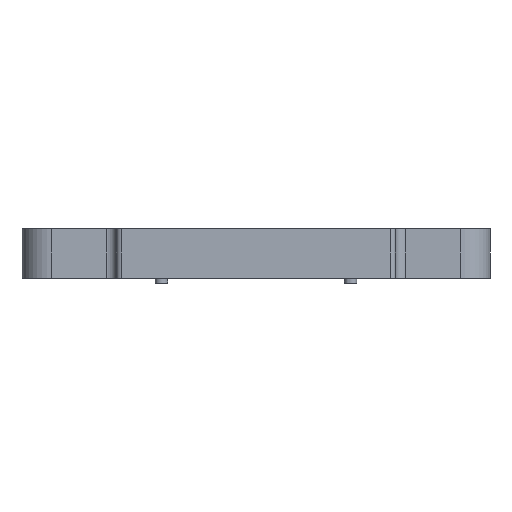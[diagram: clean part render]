
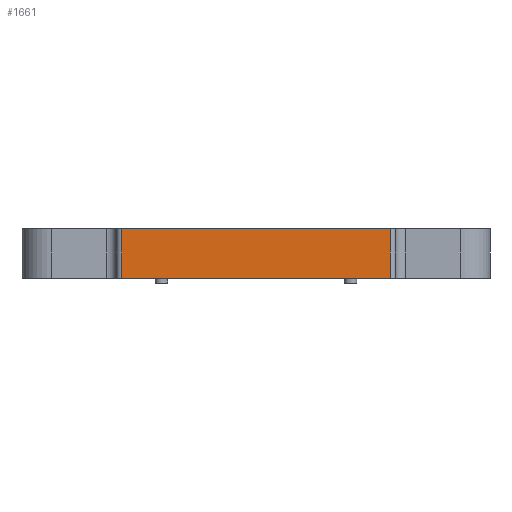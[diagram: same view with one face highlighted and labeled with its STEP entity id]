
A CAD part, front view. The second image highlights one B-rep face of the part: STEP entity #1661.
In plain terms, the highlighted planar face has unit normal (0, -1, 0).
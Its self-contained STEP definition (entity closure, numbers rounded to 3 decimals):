
#43 = VECTOR ( 'NONE', #667, 1000. ) ;
#194 = AXIS2_PLACEMENT_3D ( 'NONE', #683, #642, #454 ) ;
#205 = CARTESIAN_POINT ( 'NONE',  ( 27., -18., -5. ) ) ;
#335 = LINE ( 'NONE', #669, #1871 ) ;
#454 = DIRECTION ( 'NONE',  ( -1., 0., 0. ) ) ;
#535 = CARTESIAN_POINT ( 'NONE',  ( 27., -18., 5. ) ) ;
#593 = VECTOR ( 'NONE', #1585, 1000. ) ;
#623 = ORIENTED_EDGE ( 'NONE', *, *, #1888, .F. ) ;
#642 = DIRECTION ( 'NONE',  ( 0., 1., 0. ) ) ;
#644 = VERTEX_POINT ( 'NONE', #1253 ) ;
#667 = DIRECTION ( 'NONE',  ( 0., 0., -1. ) ) ;
#669 = CARTESIAN_POINT ( 'NONE',  ( 27., -18., 5. ) ) ;
#683 = CARTESIAN_POINT ( 'NONE',  ( 27., -18., 5. ) ) ;
#751 = VECTOR ( 'NONE', #2018, 1000. ) ;
#827 = EDGE_CURVE ( 'NONE', #644, #1364, #1021, .T. ) ;
#876 = ORIENTED_EDGE ( 'NONE', *, *, #1560, .T. ) ;
#1007 = ORIENTED_EDGE ( 'NONE', *, *, #1564, .F. ) ;
#1015 = FACE_OUTER_BOUND ( 'NONE', #1886, .T. ) ;
#1016 = CARTESIAN_POINT ( 'NONE',  ( 27., -18., -5. ) ) ;
#1021 = LINE ( 'NONE', #1889, #593 ) ;
#1054 = VERTEX_POINT ( 'NONE', #205 ) ;
#1111 = VERTEX_POINT ( 'NONE', #1555 ) ;
#1158 = LINE ( 'NONE', #1016, #751 ) ;
#1253 = CARTESIAN_POINT ( 'NONE',  ( -27., -18., 5. ) ) ;
#1337 = LINE ( 'NONE', #535, #43 ) ;
#1364 = VERTEX_POINT ( 'NONE', #1832 ) ;
#1382 = ORIENTED_EDGE ( 'NONE', *, *, #827, .T. ) ;
#1403 = DIRECTION ( 'NONE',  ( 1., 0., 0. ) ) ;
#1555 = CARTESIAN_POINT ( 'NONE',  ( 27., -18., 5. ) ) ;
#1560 = EDGE_CURVE ( 'NONE', #1364, #1054, #1158, .T. ) ;
#1564 = EDGE_CURVE ( 'NONE', #644, #1111, #335, .T. ) ;
#1585 = DIRECTION ( 'NONE',  ( 0., 0., -1. ) ) ;
#1661 = ADVANCED_FACE ( 'NONE', ( #1015 ), #1846, .F. ) ;
#1832 = CARTESIAN_POINT ( 'NONE',  ( -27., -18., -5. ) ) ;
#1846 = PLANE ( 'NONE',  #194 ) ;
#1871 = VECTOR ( 'NONE', #1403, 1000. ) ;
#1886 = EDGE_LOOP ( 'NONE', ( #876, #623, #1007, #1382 ) ) ;
#1888 = EDGE_CURVE ( 'NONE', #1111, #1054, #1337, .T. ) ;
#1889 = CARTESIAN_POINT ( 'NONE',  ( -27., -18., 5. ) ) ;
#2018 = DIRECTION ( 'NONE',  ( 1., 0., 0. ) ) ;
